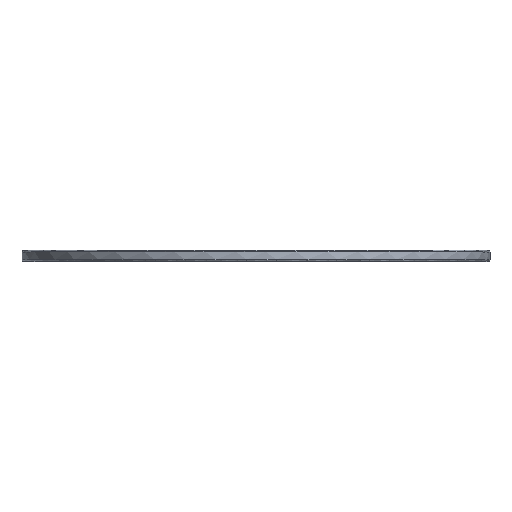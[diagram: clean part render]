
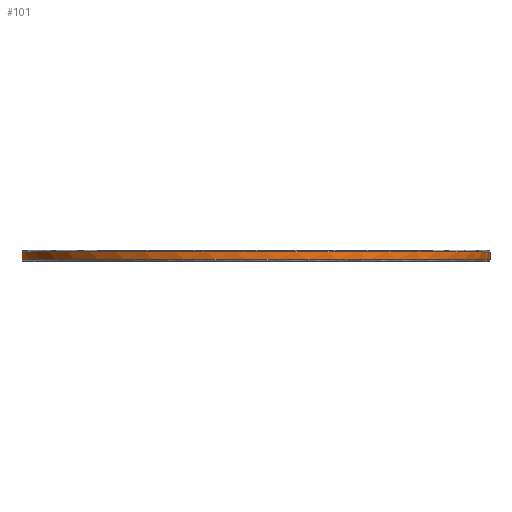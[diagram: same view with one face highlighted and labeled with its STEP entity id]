
A CAD part, top view. The second image highlights one B-rep face of the part: STEP entity #101.
In plain terms, the highlighted free-form (B-spline) face has degree [1, 2] with [2, 9] control points.
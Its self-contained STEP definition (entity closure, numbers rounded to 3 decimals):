
#21 = EDGE_CURVE('',#22,#24,#26,.T.);
#22 = VERTEX_POINT('',#23);
#23 = CARTESIAN_POINT('',(-66.3,0.442,
    0.));
#24 = VERTEX_POINT('',#25);
#25 = CARTESIAN_POINT('',(0.,0.442,-66.3));
#26 = ( BOUNDED_CURVE() B_SPLINE_CURVE(2,(#27,#28,#29),.UNSPECIFIED.,.F.
,.F.) B_SPLINE_CURVE_WITH_KNOTS((3,3),(-3.142,-1.571),
.PIECEWISE_BEZIER_KNOTS.) CURVE() GEOMETRIC_REPRESENTATION_ITEM() 
RATIONAL_B_SPLINE_CURVE((1.,0.707,1.)) REPRESENTATION_ITEM('') 
  );
#27 = CARTESIAN_POINT('',(-66.3,0.442,
    0.));
#28 = CARTESIAN_POINT('',(-66.3,0.442,-66.3
    ));
#29 = CARTESIAN_POINT('',(0.,0.442,
    -66.3));
#58 = EDGE_CURVE('',#24,#59,#61,.T.);
#59 = VERTEX_POINT('',#60);
#60 = CARTESIAN_POINT('',(66.3,0.442,0.));
#61 = ( BOUNDED_CURVE() B_SPLINE_CURVE(2,(#62,#63,#64),.UNSPECIFIED.,.F.
,.F.) B_SPLINE_CURVE_WITH_KNOTS((3,3),(-1.571,
0.),.PIECEWISE_BEZIER_KNOTS.) CURVE() 
GEOMETRIC_REPRESENTATION_ITEM() RATIONAL_B_SPLINE_CURVE((1.,
0.707,1.)) REPRESENTATION_ITEM('') );
#62 = CARTESIAN_POINT('',(0.,0.442,
    -66.3));
#63 = CARTESIAN_POINT('',(66.3,0.442,-66.3
    ));
#64 = CARTESIAN_POINT('',(66.3,0.442,0.));
#66 = EDGE_CURVE('',#59,#22,#67,.T.);
#67 = ( BOUNDED_CURVE() B_SPLINE_CURVE(2,(#68,#69,#70,#71,#72),
.UNSPECIFIED.,.F.,.F.) B_SPLINE_CURVE_WITH_KNOTS((3,2,3),(
    0.,1.571,3.142),.UNSPECIFIED.) 
CURVE() GEOMETRIC_REPRESENTATION_ITEM() RATIONAL_B_SPLINE_CURVE((1.,
0.707,1.,0.707,1.)) REPRESENTATION_ITEM('') );
#68 = CARTESIAN_POINT('',(66.3,0.442,0.));
#69 = CARTESIAN_POINT('',(66.3,0.442,66.3
    ));
#70 = CARTESIAN_POINT('',(0.,0.442,
    66.3));
#71 = CARTESIAN_POINT('',(-66.3,0.442,66.3
    ));
#72 = CARTESIAN_POINT('',(-66.3,0.442,0.));
#101 = ADVANCED_FACE('',(#102),#139,.T.);
#102 = FACE_BOUND('',#103,.T.);
#103 = EDGE_LOOP('',(#104,#116,#124,#130,#135,#136,#137,#138));
#104 = ORIENTED_EDGE('',*,*,#105,.F.);
#105 = EDGE_CURVE('',#106,#108,#110,.T.);
#106 = VERTEX_POINT('',#107);
#107 = CARTESIAN_POINT('',(-66.3,2.652,0.));
#108 = VERTEX_POINT('',#109);
#109 = CARTESIAN_POINT('',(66.3,2.652,0.));
#110 = ( BOUNDED_CURVE() B_SPLINE_CURVE(2,(#111,#112,#113,#114,#115),
.UNSPECIFIED.,.F.,.F.) B_SPLINE_CURVE_WITH_KNOTS((3,2,3),(-3.142
,-1.571,0.),.UNSPECIFIED.) CURVE() 
GEOMETRIC_REPRESENTATION_ITEM() RATIONAL_B_SPLINE_CURVE((1.,
0.707,1.,0.707,1.)) REPRESENTATION_ITEM('') );
#111 = CARTESIAN_POINT('',(-66.3,2.652,0.));
#112 = CARTESIAN_POINT('',(-66.3,2.652,
    66.3));
#113 = CARTESIAN_POINT('',(0.,2.652,
    66.3));
#114 = CARTESIAN_POINT('',(66.3,2.652,
    66.3));
#115 = CARTESIAN_POINT('',(66.3,2.652,0.));
#116 = ORIENTED_EDGE('',*,*,#117,.F.);
#117 = EDGE_CURVE('',#118,#106,#120,.T.);
#118 = VERTEX_POINT('',#119);
#119 = CARTESIAN_POINT('',(0.,2.652,-66.3));
#120 = ( BOUNDED_CURVE() B_SPLINE_CURVE(2,(#121,#122,#123),
.UNSPECIFIED.,.F.,.F.) B_SPLINE_CURVE_WITH_KNOTS((3,3),(1.571,
3.142),.PIECEWISE_BEZIER_KNOTS.) CURVE() 
GEOMETRIC_REPRESENTATION_ITEM() RATIONAL_B_SPLINE_CURVE((1.,
0.707,1.)) REPRESENTATION_ITEM('') );
#121 = CARTESIAN_POINT('',(0.,2.652,
    -66.3));
#122 = CARTESIAN_POINT('',(-66.3,2.652,
    -66.3));
#123 = CARTESIAN_POINT('',(-66.3,2.652,
    0.));
#124 = ORIENTED_EDGE('',*,*,#125,.F.);
#125 = EDGE_CURVE('',#108,#118,#126,.T.);
#126 = ( BOUNDED_CURVE() B_SPLINE_CURVE(2,(#127,#128,#129),
.UNSPECIFIED.,.F.,.F.) B_SPLINE_CURVE_WITH_KNOTS((3,3),(
0.,1.571),.PIECEWISE_BEZIER_KNOTS.) CURVE() 
GEOMETRIC_REPRESENTATION_ITEM() RATIONAL_B_SPLINE_CURVE((1.,
0.707,1.)) REPRESENTATION_ITEM('') );
#127 = CARTESIAN_POINT('',(66.3,2.652,0.));
#128 = CARTESIAN_POINT('',(66.3,2.652,
    -66.3));
#129 = CARTESIAN_POINT('',(0.,2.652,
    -66.3));
#130 = ORIENTED_EDGE('',*,*,#131,.T.);
#131 = EDGE_CURVE('',#108,#59,#132,.T.);
#132 = B_SPLINE_CURVE_WITH_KNOTS('',1,(#133,#134),.UNSPECIFIED.,.F.,.F.,
  (2,2),(-0.04,-0.007),.PIECEWISE_BEZIER_KNOTS.);
#133 = CARTESIAN_POINT('',(66.3,2.652,0.));
#134 = CARTESIAN_POINT('',(66.3,0.442,0.));
#135 = ORIENTED_EDGE('',*,*,#58,.F.);
#136 = ORIENTED_EDGE('',*,*,#21,.F.);
#137 = ORIENTED_EDGE('',*,*,#66,.F.);
#138 = ORIENTED_EDGE('',*,*,#131,.F.);
#139 = ( BOUNDED_SURFACE() B_SPLINE_SURFACE(1,2,(
    (#140,#141,#142,#143,#144,#145,#146,#147,#148)
    ,(#149,#150,#151,#152,#153,#154,#155,#156,#157
)),.UNSPECIFIED.,.F.,.T.,.F.) B_SPLINE_SURFACE_WITH_KNOTS((2,2),(1,2,2,2
    ,2,2,1),(0.007,0.04),(-4.712,-3.142,
    -1.571,0.,1.571,3.142,4.712),
.UNSPECIFIED.) GEOMETRIC_REPRESENTATION_ITEM() RATIONAL_B_SPLINE_SURFACE
((
    (1.,0.707,1.,0.707,1.,0.707,1.
      ,0.707,1.)
    ,(1.,0.707,1.,0.707,1.,0.707,1.
,0.707,1.))) REPRESENTATION_ITEM('') SURFACE() );
#140 = CARTESIAN_POINT('',(66.3,2.652,0.));
#141 = CARTESIAN_POINT('',(66.3,2.652,
    -66.3));
#142 = CARTESIAN_POINT('',(0.,2.652,-66.3));
#143 = CARTESIAN_POINT('',(-66.3,2.652,
    -66.3));
#144 = CARTESIAN_POINT('',(-66.3,2.652,0.));
#145 = CARTESIAN_POINT('',(-66.3,2.652,
    66.3));
#146 = CARTESIAN_POINT('',(0.,2.652,66.3));
#147 = CARTESIAN_POINT('',(66.3,2.652,
    66.3));
#148 = CARTESIAN_POINT('',(66.3,2.652,0.));
#149 = CARTESIAN_POINT('',(66.3,0.442,0.));
#150 = CARTESIAN_POINT('',(66.3,0.442,
    -66.3));
#151 = CARTESIAN_POINT('',(0.,0.442,-66.3));
#152 = CARTESIAN_POINT('',(-66.3,0.442,
    -66.3));
#153 = CARTESIAN_POINT('',(-66.3,0.442,0.));
#154 = CARTESIAN_POINT('',(-66.3,0.442,
    66.3));
#155 = CARTESIAN_POINT('',(0.,0.442,66.3));
#156 = CARTESIAN_POINT('',(66.3,0.442,
    66.3));
#157 = CARTESIAN_POINT('',(66.3,0.442,0.));
